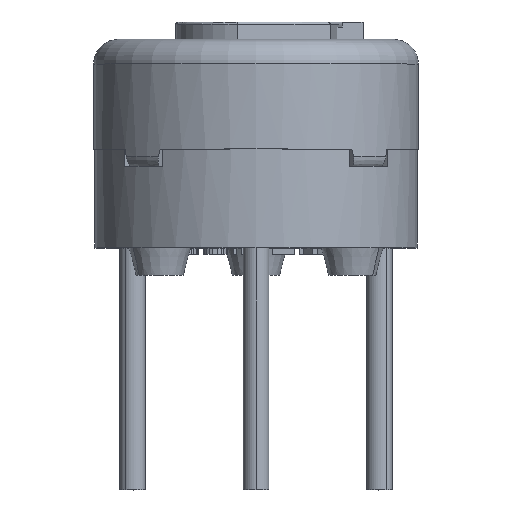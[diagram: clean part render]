
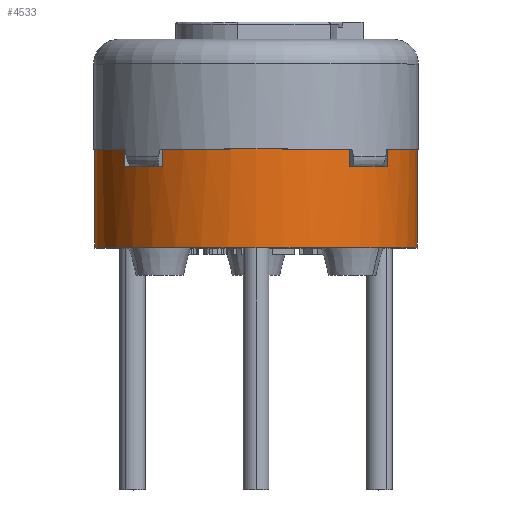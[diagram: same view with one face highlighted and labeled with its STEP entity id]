
A CAD part, top view. The second image highlights one B-rep face of the part: STEP entity #4533.
In plain terms, the highlighted cylindrical face has radius 3.315 mm (diameter 6.629 mm), a partial arc.
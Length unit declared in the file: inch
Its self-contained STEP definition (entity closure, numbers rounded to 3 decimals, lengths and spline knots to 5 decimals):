
#753=CARTESIAN_POINT('',(0.,0.102,0.));
#754=DIRECTION('',(0.,1.,0.));
#755=DIRECTION('',(-1.,0.,0.));
#756=AXIS2_PLACEMENT_3D('',#753,#754,#755);
#758=DIRECTION('',(0.,1.,0.));
#759=VECTOR('',#758,0.014);
#760=CARTESIAN_POINT('',(-0.10651,0.088,0.0754));
#761=LINE('',#760,#759);
#762=CARTESIAN_POINT('',(0.,0.088,0.));
#763=DIRECTION('',(0.,1.,0.));
#764=DIRECTION('',(-0.816,0.,0.578));
#765=AXIS2_PLACEMENT_3D('',#762,#763,#764);
#767=DIRECTION('',(0.,1.,0.));
#768=VECTOR('',#767,0.014);
#769=CARTESIAN_POINT('',(-0.0754,0.088,0.10651));
#770=LINE('',#769,#768);
#771=CARTESIAN_POINT('',(0.,0.102,0.));
#772=DIRECTION('',(0.,1.,0.));
#773=DIRECTION('',(-0.578,0.,0.816));
#774=AXIS2_PLACEMENT_3D('',#771,#772,#773);
#776=DIRECTION('',(0.,1.,0.));
#777=VECTOR('',#776,0.014);
#778=CARTESIAN_POINT('',(0.0754,0.088,0.10651));
#779=LINE('',#778,#777);
#780=CARTESIAN_POINT('',(0.,0.088,0.));
#781=DIRECTION('',(0.,1.,0.));
#782=DIRECTION('',(0.578,0.,0.816));
#783=AXIS2_PLACEMENT_3D('',#780,#781,#782);
#785=DIRECTION('',(0.,1.,0.));
#786=VECTOR('',#785,0.014);
#787=CARTESIAN_POINT('',(0.10651,0.088,0.0754));
#788=LINE('',#787,#786);
#789=CARTESIAN_POINT('',(0.,0.102,0.));
#790=DIRECTION('',(0.,1.,0.));
#791=DIRECTION('',(0.816,0.,0.578));
#792=AXIS2_PLACEMENT_3D('',#789,#790,#791);
#794=DIRECTION('',(0.,1.,0.));
#795=VECTOR('',#794,0.08);
#796=CARTESIAN_POINT('',(0.1305,0.022,0.));
#797=LINE('',#796,#795);
#798=CARTESIAN_POINT('',(0.,0.022,0.));
#799=DIRECTION('',(0.,-1.,0.));
#800=DIRECTION('',(1.,0.,0.));
#801=AXIS2_PLACEMENT_3D('',#798,#799,#800);
#803=DIRECTION('',(0.,1.,0.));
#804=VECTOR('',#803,0.08);
#805=CARTESIAN_POINT('',(-0.1305,0.022,0.));
#806=LINE('',#805,#804);
#3035=CARTESIAN_POINT('',(0.1305,0.022,0.));
#3036=CARTESIAN_POINT('',(-0.1305,0.022,0.));
#3037=VERTEX_POINT('',#3035);
#3038=VERTEX_POINT('',#3036);
#3083=CARTESIAN_POINT('',(-0.10651,0.088,0.0754));
#3084=CARTESIAN_POINT('',(-0.0754,0.088,0.10651));
#3085=VERTEX_POINT('',#3083);
#3086=VERTEX_POINT('',#3084);
#3087=CARTESIAN_POINT('',(0.0754,0.088,0.10651));
#3088=CARTESIAN_POINT('',(0.10651,0.088,0.0754));
#3089=VERTEX_POINT('',#3087);
#3090=VERTEX_POINT('',#3088);
#3643=CARTESIAN_POINT('',(0.1305,0.102,0.));
#3645=VERTEX_POINT('',#3643);
#3648=CARTESIAN_POINT('',(-0.1305,0.102,0.));
#3650=VERTEX_POINT('',#3648);
#3651=CARTESIAN_POINT('',(-0.10651,0.102,0.0754));
#3652=VERTEX_POINT('',#3651);
#3653=CARTESIAN_POINT('',(-0.0754,0.102,0.10651));
#3654=CARTESIAN_POINT('',(0.0754,0.102,0.10651));
#3655=VERTEX_POINT('',#3653);
#3656=VERTEX_POINT('',#3654);
#3657=CARTESIAN_POINT('',(0.10651,0.102,0.0754));
#3658=VERTEX_POINT('',#3657);
#4509=CARTESIAN_POINT('',(0.,0.018,0.));
#4510=DIRECTION('',(0.,1.,0.));
#4511=DIRECTION('',(1.,0.,0.));
#4512=AXIS2_PLACEMENT_3D('',#4509,#4510,#4511);
#4513=CYLINDRICAL_SURFACE('',#4512,0.1305);
#4514=ORIENTED_EDGE('',*,*,#4392,.T.);
#4516=ORIENTED_EDGE('',*,*,#4515,.F.);
#4518=ORIENTED_EDGE('',*,*,#4517,.T.);
#4520=ORIENTED_EDGE('',*,*,#4519,.T.);
#4522=ORIENTED_EDGE('',*,*,#4521,.T.);
#4523=ORIENTED_EDGE('',*,*,#4502,.F.);
#4524=ORIENTED_EDGE('',*,*,#4473,.T.);
#4526=ORIENTED_EDGE('',*,*,#4525,.T.);
#4527=ORIENTED_EDGE('',*,*,#4255,.T.);
#4528=ORIENTED_EDGE('',*,*,#4240,.F.);
#4529=ORIENTED_EDGE('',*,*,#3928,.T.);
#4530=ORIENTED_EDGE('',*,*,#4232,.T.);
#4531=EDGE_LOOP('',(#4514,#4516,#4518,#4520,#4522,#4523,#4524,#4526,#4527,#4528,
#4529,#4530));
#4532=FACE_OUTER_BOUND('',#4531,.F.);
#4533=ADVANCED_FACE('',(#4532),#4513,.T.);
#757=CIRCLE('',#756,0.1305);
#766=CIRCLE('',#765,0.1305);
#775=CIRCLE('',#774,0.1305);
#784=CIRCLE('',#783,0.1305);
#793=CIRCLE('',#792,0.1305);
#802=CIRCLE('',#801,0.1305);
#3928=EDGE_CURVE('',#3037,#3038,#802,.T.);
#4232=EDGE_CURVE('',#3038,#3650,#806,.T.);
#4240=EDGE_CURVE('',#3037,#3645,#797,.T.);
#4255=EDGE_CURVE('',#3658,#3645,#793,.T.);
#4392=EDGE_CURVE('',#3650,#3652,#757,.T.);
#4473=EDGE_CURVE('',#3089,#3090,#784,.T.);
#4502=EDGE_CURVE('',#3089,#3656,#779,.T.);
#4515=EDGE_CURVE('',#3085,#3652,#761,.T.);
#4517=EDGE_CURVE('',#3085,#3086,#766,.T.);
#4519=EDGE_CURVE('',#3086,#3655,#770,.T.);
#4521=EDGE_CURVE('',#3655,#3656,#775,.T.);
#4525=EDGE_CURVE('',#3090,#3658,#788,.T.);
